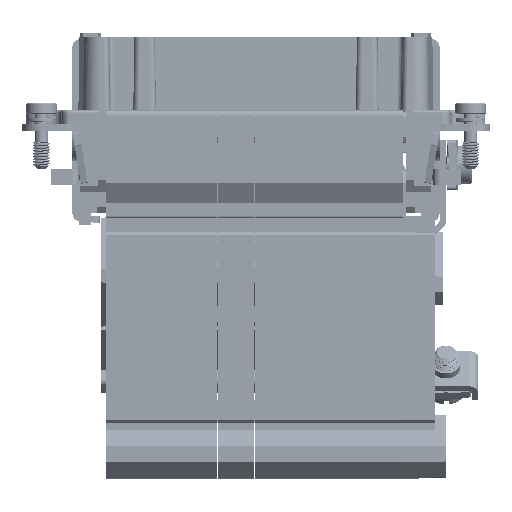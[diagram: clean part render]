
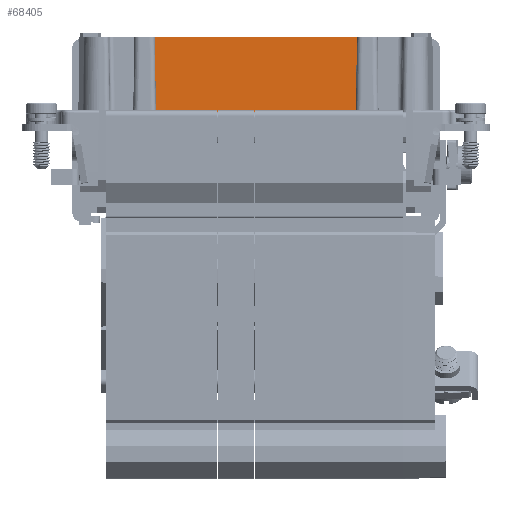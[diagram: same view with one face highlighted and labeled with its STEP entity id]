
A CAD part, left-side view. The second image highlights one B-rep face of the part: STEP entity #68405.
In plain terms, the highlighted planar face has unit normal (-1, 0, 0.014).
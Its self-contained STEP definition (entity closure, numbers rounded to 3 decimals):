
#53004=FACE_OUTER_BOUND('',#86250,.T.);
#62079=PLANE('',#238445);
#68405=ADVANCED_FACE('',(#53004),#62079,.T.);
#86250=EDGE_LOOP('',(#104659,#104660,#104661,#104662));
#104659=ORIENTED_EDGE('',*,*,#175766,.T.);
#104660=ORIENTED_EDGE('',*,*,#176488,.F.);
#104661=ORIENTED_EDGE('',*,*,#176485,.F.);
#104662=ORIENTED_EDGE('',*,*,#176489,.F.);
#157016=VERTEX_POINT('',#302195);
#157017=VERTEX_POINT('',#302197);
#157461=VERTEX_POINT('',#303881);
#157462=VERTEX_POINT('',#303882);
#175766=EDGE_CURVE('',#157017,#157016,#202982,.T.);
#176485=EDGE_CURVE('',#157461,#157462,#203494,.T.);
#176488=EDGE_CURVE('',#157462,#157016,#203497,.T.);
#176489=EDGE_CURVE('',#157017,#157461,#203498,.T.);
#202982=LINE('',#302196,#220810);
#203494=LINE('',#303880,#221322);
#203497=LINE('',#303886,#221325);
#203498=LINE('',#303887,#221326);
#220810=VECTOR('',#254607,1.);
#221322=VECTOR('',#255915,1.);
#221325=VECTOR('',#255920,1.);
#221326=VECTOR('',#255921,1.);
#238445=AXIS2_PLACEMENT_3D('',#303888,#255922,#255923);
#254607=DIRECTION('',(-0.014,-0.014,-1.));
#255915=DIRECTION('',(-0.014,0.014,-1.));
#255920=DIRECTION('',(0.,1.,0.));
#255921=DIRECTION('',(0.,-1.,0.));
#255922=DIRECTION('',(-1.,0.,0.014));
#255923=DIRECTION('',(-0.014,0.,-1.));
#302195=CARTESIAN_POINT('',(-7.7,42.748,-0.3));
#302196=CARTESIAN_POINT('',(-7.51,42.938,13.3));
#302197=CARTESIAN_POINT('',(-7.51,42.938,13.3));
#303880=CARTESIAN_POINT('',(-7.51,3.962,13.3));
#303881=CARTESIAN_POINT('',(-7.51,3.962,13.3));
#303882=CARTESIAN_POINT('',(-7.7,4.152,-0.3));
#303886=CARTESIAN_POINT('',(-7.7,4.152,-0.3));
#303887=CARTESIAN_POINT('',(-7.51,42.938,13.3));
#303888=CARTESIAN_POINT('',(-7.7,33.5,-0.3));
